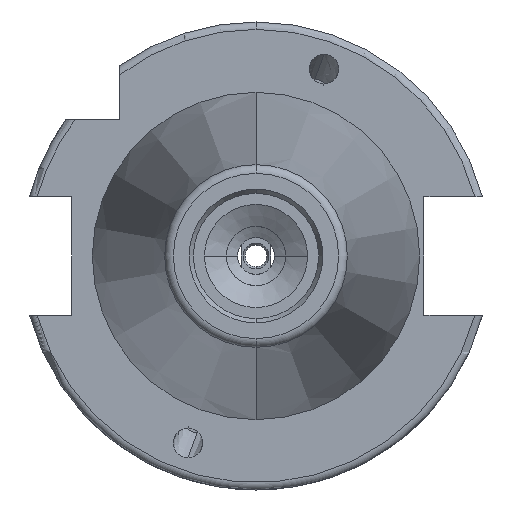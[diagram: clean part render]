
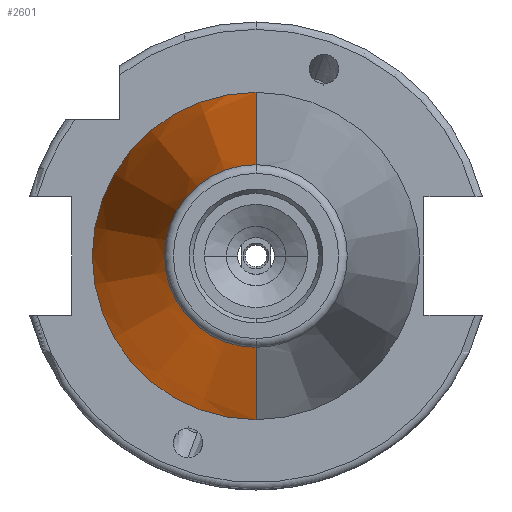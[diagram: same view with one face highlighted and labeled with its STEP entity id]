
A CAD part, left-side view. The second image highlights one B-rep face of the part: STEP entity #2601.
In plain terms, the highlighted conical face has half-angle 8.297 degrees and reference radius 22.225 mm.
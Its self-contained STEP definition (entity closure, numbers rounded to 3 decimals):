
#85 = FACE_OUTER_BOUND ( 'NONE', #1887, .T. ) ;
#288 = VERTEX_POINT ( 'NONE', #5381 ) ;
#452 = DIRECTION ( 'NONE',  ( 0.99, 0.144, 0. ) ) ;
#590 = CARTESIAN_POINT ( 'NONE',  ( 0., 22.225, 0. ) ) ;
#714 = VERTEX_POINT ( 'NONE', #7715 ) ;
#717 = DIRECTION ( 'NONE',  ( -1., 0., 0. ) ) ;
#826 = CARTESIAN_POINT ( 'NONE',  ( 0., 0., 0. ) ) ;
#994 = ORIENTED_EDGE ( 'NONE', *, *, #3594, .F. ) ;
#1087 = AXIS2_PLACEMENT_3D ( 'NONE', #6027, #6003, #5973 ) ;
#1294 = ORIENTED_EDGE ( 'NONE', *, *, #2246, .T. ) ;
#1382 = DIRECTION ( 'NONE',  ( 0., -1., 0. ) ) ;
#1599 = CIRCLE ( 'NONE', #7770, 22.225 ) ;
#1887 = EDGE_LOOP ( 'NONE', ( #994, #2955, #1294, #4235 ) ) ;
#2246 = EDGE_CURVE ( 'NONE', #5206, #288, #1599, .T. ) ;
#2601 = ADVANCED_FACE ( 'NONE', ( #85 ), #4319, .T. ) ;
#2618 = VECTOR ( 'NONE', #452, 1000. ) ;
#2647 = LINE ( 'NONE', #590, #2618 ) ;
#2823 = CIRCLE ( 'NONE', #1087, 12.4 ) ;
#2955 = ORIENTED_EDGE ( 'NONE', *, *, #4385, .T. ) ;
#3512 = VERTEX_POINT ( 'NONE', #7525 ) ;
#3594 = EDGE_CURVE ( 'NONE', #714, #3512, #2823, .T. ) ;
#4235 = ORIENTED_EDGE ( 'NONE', *, *, #5899, .F. ) ;
#4319 = CONICAL_SURFACE ( 'NONE', #6536, 22.225, 0.145 ) ;
#4385 = EDGE_CURVE ( 'NONE', #714, #5206, #6964, .T. ) ;
#5206 = VERTEX_POINT ( 'NONE', #7749 ) ;
#5381 = CARTESIAN_POINT ( 'NONE',  ( 0., 22.225, 0. ) ) ;
#5486 = CARTESIAN_POINT ( 'NONE',  ( 0., -22.225, 0. ) ) ;
#5507 = DIRECTION ( 'NONE',  ( 0.99, -0.144, 0. ) ) ;
#5899 = EDGE_CURVE ( 'NONE', #3512, #288, #2647, .T. ) ;
#5973 = DIRECTION ( 'NONE',  ( 0., -1., 0. ) ) ;
#6003 = DIRECTION ( 'NONE',  ( -1., 0., 0. ) ) ;
#6027 = CARTESIAN_POINT ( 'NONE',  ( -67.373, 0., 0. ) ) ;
#6536 = AXIS2_PLACEMENT_3D ( 'NONE', #7661, #7103, #6928 ) ;
#6928 = DIRECTION ( 'NONE',  ( 0., 1., 0. ) ) ;
#6964 = LINE ( 'NONE', #5486, #6986 ) ;
#6986 = VECTOR ( 'NONE', #5507, 1000. ) ;
#7103 = DIRECTION ( 'NONE',  ( 1., 0., 0. ) ) ;
#7525 = CARTESIAN_POINT ( 'NONE',  ( -67.373, 12.4, 0. ) ) ;
#7661 = CARTESIAN_POINT ( 'NONE',  ( 0., 0., 0. ) ) ;
#7715 = CARTESIAN_POINT ( 'NONE',  ( -67.373, -12.4, 0. ) ) ;
#7749 = CARTESIAN_POINT ( 'NONE',  ( 0., -22.225, 0. ) ) ;
#7770 = AXIS2_PLACEMENT_3D ( 'NONE', #826, #717, #1382 ) ;
